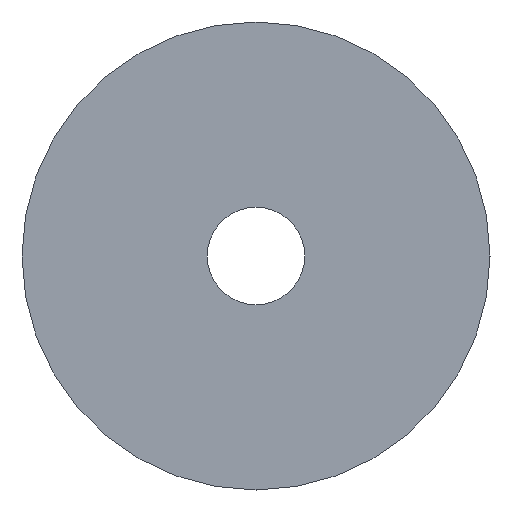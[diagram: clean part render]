
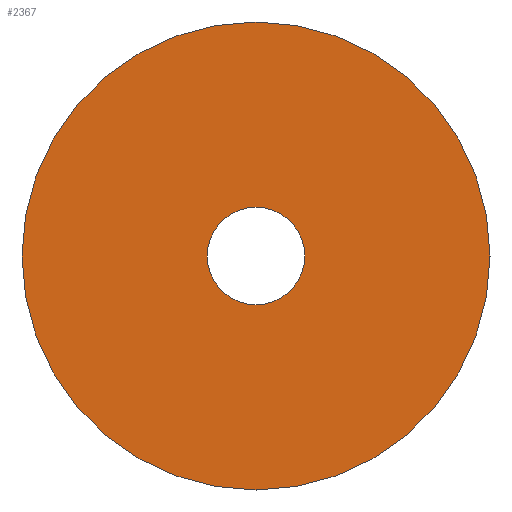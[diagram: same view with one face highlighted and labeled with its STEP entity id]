
A CAD part, front view. The second image highlights one B-rep face of the part: STEP entity #2367.
In plain terms, the highlighted planar face has unit normal (0, -1, 0).
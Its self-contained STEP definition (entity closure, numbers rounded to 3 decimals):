
#14 = EDGE_LOOP ( 'NONE', ( #3388, #2129 ) ) ;
#33 = DIRECTION ( 'NONE',  ( 0., 1., 0. ) ) ;
#50 = DIRECTION ( 'NONE',  ( 0., -1., 0. ) ) ;
#51 = AXIS2_PLACEMENT_3D ( 'NONE', #2177, #525, #2636 ) ;
#69 = AXIS2_PLACEMENT_3D ( 'NONE', #1465, #1416, #1655 ) ;
#99 = VERTEX_POINT ( 'NONE', #2793 ) ;
#100 = DIRECTION ( 'NONE',  ( 0., 0., -1. ) ) ;
#162 = CARTESIAN_POINT ( 'NONE',  ( 0., -2.5, -6. ) ) ;
#175 = EDGE_LOOP ( 'NONE', ( #310, #1912 ) ) ;
#183 = CARTESIAN_POINT ( 'NONE',  ( 0., -2.5, 6. ) ) ;
#199 = DIRECTION ( 'NONE',  ( 0., -1., 0. ) ) ;
#291 = FACE_OUTER_BOUND ( 'NONE', #175, .T. ) ;
#310 = ORIENTED_EDGE ( 'NONE', *, *, #3210, .T. ) ;
#418 = VERTEX_POINT ( 'NONE', #2037 ) ;
#507 = CIRCLE ( 'NONE', #69, 6. ) ;
#525 = DIRECTION ( 'NONE',  ( 0., -1., 0. ) ) ;
#552 = VERTEX_POINT ( 'NONE', #162 ) ;
#832 = CIRCLE ( 'NONE', #2661, 1.25 ) ;
#947 = DIRECTION ( 'NONE',  ( 0., 0., 1. ) ) ;
#1340 = PLANE ( 'NONE',  #1809 ) ;
#1373 = VERTEX_POINT ( 'NONE', #183 ) ;
#1416 = DIRECTION ( 'NONE',  ( 0., -1., 0. ) ) ;
#1465 = CARTESIAN_POINT ( 'NONE',  ( 0., -2.5, 0. ) ) ;
#1482 = CIRCLE ( 'NONE', #51, 6. ) ;
#1600 = EDGE_CURVE ( 'NONE', #1373, #552, #1482, .T. ) ;
#1641 = DIRECTION ( 'NONE',  ( 0., 0., -1. ) ) ;
#1655 = DIRECTION ( 'NONE',  ( 0., 0., -1. ) ) ;
#1809 = AXIS2_PLACEMENT_3D ( 'NONE', #2398, #33, #947 ) ;
#1912 = ORIENTED_EDGE ( 'NONE', *, *, #1600, .T. ) ;
#2037 = CARTESIAN_POINT ( 'NONE',  ( 0., -2.5, 1.25 ) ) ;
#2129 = ORIENTED_EDGE ( 'NONE', *, *, #2353, .F. ) ;
#2177 = CARTESIAN_POINT ( 'NONE',  ( 0., -2.5, 0. ) ) ;
#2353 = EDGE_CURVE ( 'NONE', #418, #99, #3314, .T. ) ;
#2367 = ADVANCED_FACE ( 'NONE', ( #3218, #291 ), #1340, .F. ) ;
#2398 = CARTESIAN_POINT ( 'NONE',  ( -1.25, -2.5, 0. ) ) ;
#2465 = CARTESIAN_POINT ( 'NONE',  ( 0., -2.5, 0. ) ) ;
#2570 = CARTESIAN_POINT ( 'NONE',  ( 0., -2.5, 0. ) ) ;
#2635 = EDGE_CURVE ( 'NONE', #99, #418, #832, .T. ) ;
#2636 = DIRECTION ( 'NONE',  ( 0., 0., -1. ) ) ;
#2648 = AXIS2_PLACEMENT_3D ( 'NONE', #2465, #50, #100 ) ;
#2661 = AXIS2_PLACEMENT_3D ( 'NONE', #2570, #199, #1641 ) ;
#2793 = CARTESIAN_POINT ( 'NONE',  ( 0., -2.5, -1.25 ) ) ;
#3210 = EDGE_CURVE ( 'NONE', #552, #1373, #507, .T. ) ;
#3218 = FACE_BOUND ( 'NONE', #14, .T. ) ;
#3314 = CIRCLE ( 'NONE', #2648, 1.25 ) ;
#3388 = ORIENTED_EDGE ( 'NONE', *, *, #2635, .F. ) ;
